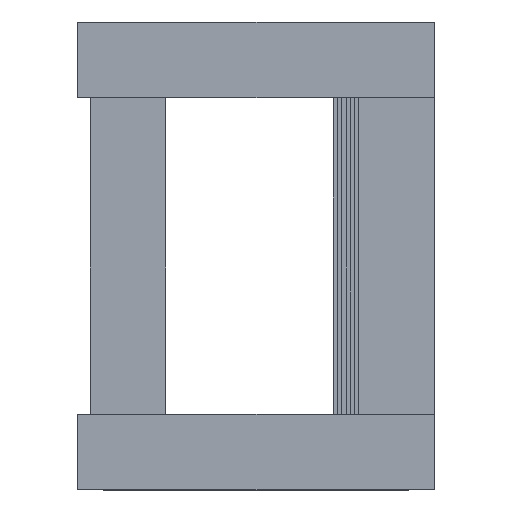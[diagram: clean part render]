
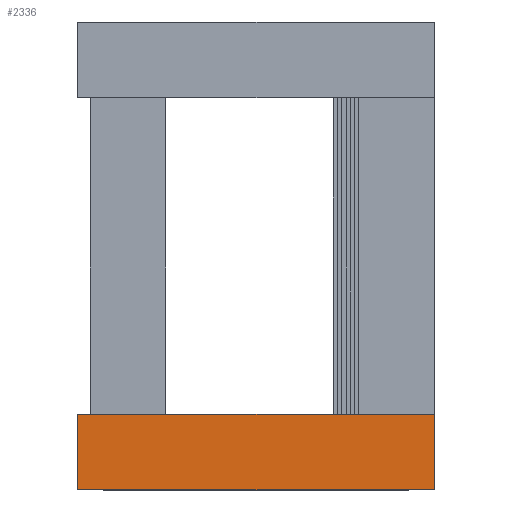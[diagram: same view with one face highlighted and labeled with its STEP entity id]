
A CAD part, top view. The second image highlights one B-rep face of the part: STEP entity #2336.
In plain terms, the highlighted planar face has unit normal (0, 0, 1).
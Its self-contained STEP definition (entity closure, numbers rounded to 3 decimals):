
#2022 = VERTEX_POINT('',#2023);
#2023 = CARTESIAN_POINT('',(-3431.5,-4500.,
    1547.));
#2030 = PLANE('',#2031);
#2031 = AXIS2_PLACEMENT_3D('',#2032,#2033,#2034);
#2032 = CARTESIAN_POINT('',(-3431.5,-4500.,
    1105.));
#2033 = DIRECTION('',(1.,0.,0.));
#2034 = DIRECTION('',(0.,0.,1.));
#2042 = PLANE('',#2043);
#2043 = AXIS2_PLACEMENT_3D('',#2044,#2045,#2046);
#2044 = CARTESIAN_POINT('',(-3431.5,-4500.,
    1105.));
#2045 = DIRECTION('',(0.,1.,0.));
#2046 = DIRECTION('',(0.,0.,1.));
#2083 = VERTEX_POINT('',#2084);
#2084 = CARTESIAN_POINT('',(-3431.5,-3045.5,
    1547.));
#2098 = PLANE('',#2099);
#2099 = AXIS2_PLACEMENT_3D('',#2100,#2101,#2102);
#2100 = CARTESIAN_POINT('',(-3431.5,-3045.5,
    1105.));
#2101 = DIRECTION('',(0.,1.,0.));
#2102 = DIRECTION('',(0.,0.,1.));
#2110 = EDGE_CURVE('',#2022,#2083,#2111,.T.);
#2111 = SURFACE_CURVE('',#2112,(#2116,#2123),.PCURVE_S1.);
#2112 = LINE('',#2113,#2114);
#2113 = CARTESIAN_POINT('',(-3431.5,-4500.,
    1547.));
#2114 = VECTOR('',#2115,1.);
#2115 = DIRECTION('',(0.,1.,0.));
#2116 = PCURVE('',#2030,#2117);
#2117 = DEFINITIONAL_REPRESENTATION('',(#2118),#2122);
#2118 = LINE('',#2119,#2120);
#2119 = CARTESIAN_POINT('',(442.,0.));
#2120 = VECTOR('',#2121,1.);
#2121 = DIRECTION('',(0.,-1.));
#2122 = ( GEOMETRIC_REPRESENTATION_CONTEXT(2) 
PARAMETRIC_REPRESENTATION_CONTEXT() REPRESENTATION_CONTEXT('2D SPACE',''
  ) );
#2123 = PCURVE('',#2124,#2129);
#2124 = PLANE('',#2125);
#2125 = AXIS2_PLACEMENT_3D('',#2126,#2127,#2128);
#2126 = CARTESIAN_POINT('',(-3431.5,-4500.,
    1547.));
#2127 = DIRECTION('',(0.,0.,1.));
#2128 = DIRECTION('',(1.,0.,0.));
#2129 = DEFINITIONAL_REPRESENTATION('',(#2130),#2134);
#2130 = LINE('',#2131,#2132);
#2131 = CARTESIAN_POINT('',(0.,0.));
#2132 = VECTOR('',#2133,1.);
#2133 = DIRECTION('',(0.,1.));
#2134 = ( GEOMETRIC_REPRESENTATION_CONTEXT(2) 
PARAMETRIC_REPRESENTATION_CONTEXT() REPRESENTATION_CONTEXT('2D SPACE',''
  ) );
#2142 = VERTEX_POINT('',#2143);
#2143 = CARTESIAN_POINT('',(3431.5,-4500.,
    1547.));
#2150 = PLANE('',#2151);
#2151 = AXIS2_PLACEMENT_3D('',#2152,#2153,#2154);
#2152 = CARTESIAN_POINT('',(3431.5,-4500.,
    1105.));
#2153 = DIRECTION('',(1.,0.,0.));
#2154 = DIRECTION('',(0.,0.,1.));
#2193 = VERTEX_POINT('',#2194);
#2194 = CARTESIAN_POINT('',(3431.5,-3045.5,
    1547.));
#2215 = EDGE_CURVE('',#2142,#2193,#2216,.T.);
#2216 = SURFACE_CURVE('',#2217,(#2221,#2228),.PCURVE_S1.);
#2217 = LINE('',#2218,#2219);
#2218 = CARTESIAN_POINT('',(3431.5,-4500.,
    1547.));
#2219 = VECTOR('',#2220,1.);
#2220 = DIRECTION('',(0.,1.,0.));
#2221 = PCURVE('',#2150,#2222);
#2222 = DEFINITIONAL_REPRESENTATION('',(#2223),#2227);
#2223 = LINE('',#2224,#2225);
#2224 = CARTESIAN_POINT('',(442.,0.));
#2225 = VECTOR('',#2226,1.);
#2226 = DIRECTION('',(0.,-1.));
#2227 = ( GEOMETRIC_REPRESENTATION_CONTEXT(2) 
PARAMETRIC_REPRESENTATION_CONTEXT() REPRESENTATION_CONTEXT('2D SPACE',''
  ) );
#2228 = PCURVE('',#2124,#2229);
#2229 = DEFINITIONAL_REPRESENTATION('',(#2230),#2234);
#2230 = LINE('',#2231,#2232);
#2231 = CARTESIAN_POINT('',(6862.999,0.));
#2232 = VECTOR('',#2233,1.);
#2233 = DIRECTION('',(0.,1.));
#2234 = ( GEOMETRIC_REPRESENTATION_CONTEXT(2) 
PARAMETRIC_REPRESENTATION_CONTEXT() REPRESENTATION_CONTEXT('2D SPACE',''
  ) );
#2261 = EDGE_CURVE('',#2022,#2142,#2262,.T.);
#2262 = SURFACE_CURVE('',#2263,(#2267,#2274),.PCURVE_S1.);
#2263 = LINE('',#2264,#2265);
#2264 = CARTESIAN_POINT('',(-3431.5,-4500.,
    1547.));
#2265 = VECTOR('',#2266,1.);
#2266 = DIRECTION('',(1.,0.,0.));
#2267 = PCURVE('',#2042,#2268);
#2268 = DEFINITIONAL_REPRESENTATION('',(#2269),#2273);
#2269 = LINE('',#2270,#2271);
#2270 = CARTESIAN_POINT('',(442.,0.));
#2271 = VECTOR('',#2272,1.);
#2272 = DIRECTION('',(0.,1.));
#2273 = ( GEOMETRIC_REPRESENTATION_CONTEXT(2) 
PARAMETRIC_REPRESENTATION_CONTEXT() REPRESENTATION_CONTEXT('2D SPACE',''
  ) );
#2274 = PCURVE('',#2124,#2275);
#2275 = DEFINITIONAL_REPRESENTATION('',(#2276),#2280);
#2276 = LINE('',#2277,#2278);
#2277 = CARTESIAN_POINT('',(0.,0.));
#2278 = VECTOR('',#2279,1.);
#2279 = DIRECTION('',(1.,0.));
#2280 = ( GEOMETRIC_REPRESENTATION_CONTEXT(2) 
PARAMETRIC_REPRESENTATION_CONTEXT() REPRESENTATION_CONTEXT('2D SPACE',''
  ) );
#2308 = EDGE_CURVE('',#2083,#2193,#2309,.T.);
#2309 = SURFACE_CURVE('',#2310,(#2314,#2321),.PCURVE_S1.);
#2310 = LINE('',#2311,#2312);
#2311 = CARTESIAN_POINT('',(-3431.5,-3045.5,
    1547.));
#2312 = VECTOR('',#2313,1.);
#2313 = DIRECTION('',(1.,0.,0.));
#2314 = PCURVE('',#2098,#2315);
#2315 = DEFINITIONAL_REPRESENTATION('',(#2316),#2320);
#2316 = LINE('',#2317,#2318);
#2317 = CARTESIAN_POINT('',(442.,0.));
#2318 = VECTOR('',#2319,1.);
#2319 = DIRECTION('',(0.,1.));
#2320 = ( GEOMETRIC_REPRESENTATION_CONTEXT(2) 
PARAMETRIC_REPRESENTATION_CONTEXT() REPRESENTATION_CONTEXT('2D SPACE',''
  ) );
#2321 = PCURVE('',#2124,#2322);
#2322 = DEFINITIONAL_REPRESENTATION('',(#2323),#2327);
#2323 = LINE('',#2324,#2325);
#2324 = CARTESIAN_POINT('',(0.,1454.5));
#2325 = VECTOR('',#2326,1.);
#2326 = DIRECTION('',(1.,0.));
#2327 = ( GEOMETRIC_REPRESENTATION_CONTEXT(2) 
PARAMETRIC_REPRESENTATION_CONTEXT() REPRESENTATION_CONTEXT('2D SPACE',''
  ) );
#2336 = ADVANCED_FACE('',(#2337),#2124,.T.);
#2337 = FACE_BOUND('',#2338,.T.);
#2338 = EDGE_LOOP('',(#2339,#2340,#2341,#2342));
#2339 = ORIENTED_EDGE('',*,*,#2110,.F.);
#2340 = ORIENTED_EDGE('',*,*,#2261,.T.);
#2341 = ORIENTED_EDGE('',*,*,#2215,.T.);
#2342 = ORIENTED_EDGE('',*,*,#2308,.F.);
